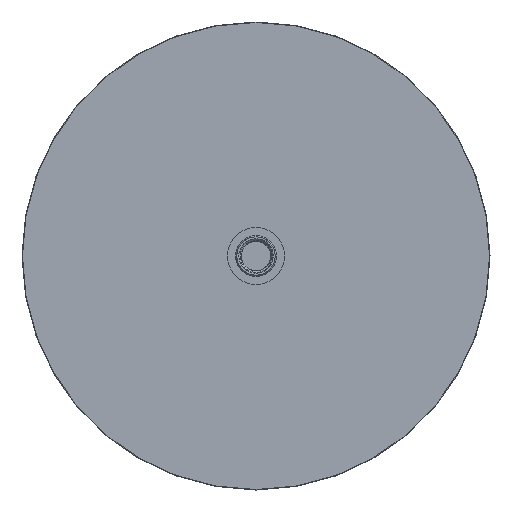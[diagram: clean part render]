
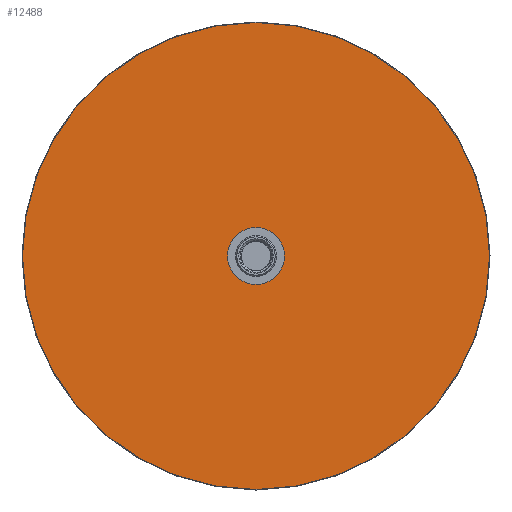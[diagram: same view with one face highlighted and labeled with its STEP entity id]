
A CAD part, front view. The second image highlights one B-rep face of the part: STEP entity #12488.
In plain terms, the highlighted planar face has unit normal (0, -1, 0).
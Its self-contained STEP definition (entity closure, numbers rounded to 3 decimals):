
#1=CARTESIAN_POINT('',(0.,0.,0.));
#2=DIRECTION('',(0.,1.,0.));
#3=DIRECTION('',(0.,0.,-1.));
#4=AXIS2_PLACEMENT_3D('',#1,#2,#3);
#6=CARTESIAN_POINT('',(0.,0.,0.));
#7=DIRECTION('',(0.,1.,0.));
#8=DIRECTION('',(0.,0.,1.));
#9=AXIS2_PLACEMENT_3D('',#6,#7,#8);
#11=CARTESIAN_POINT('',(0.,0.,0.));
#12=DIRECTION('',(0.,-1.,0.));
#13=DIRECTION('',(1.,0.,0.));
#14=AXIS2_PLACEMENT_3D('',#11,#12,#13);
#16=CARTESIAN_POINT('',(0.,0.,0.));
#17=DIRECTION('',(0.,-1.,0.));
#18=DIRECTION('',(-1.,0.,0.));
#19=AXIS2_PLACEMENT_3D('',#16,#17,#18);
#10397=CARTESIAN_POINT('',(0.,0.,-17.5));
#10398=CARTESIAN_POINT('',(0.,0.,17.5));
#10399=VERTEX_POINT('',#10397);
#10400=VERTEX_POINT('',#10398);
#11055=CARTESIAN_POINT('',(149.7,0.,0.));
#11056=CARTESIAN_POINT('',(-149.7,0.,0.));
#11057=VERTEX_POINT('',#11055);
#11058=VERTEX_POINT('',#11056);
#12471=CARTESIAN_POINT('',(0.,0.,0.));
#12472=DIRECTION('',(0.,1.,0.));
#12473=DIRECTION('',(1.,0.,0.));
#12474=AXIS2_PLACEMENT_3D('',#12471,#12472,#12473);
#12475=PLANE('',#12474);
#12477=ORIENTED_EDGE('',*,*,#12476,.F.);
#12479=ORIENTED_EDGE('',*,*,#12478,.F.);
#12480=EDGE_LOOP('',(#12477,#12479));
#12481=FACE_OUTER_BOUND('',#12480,.F.);
#12483=ORIENTED_EDGE('',*,*,#12482,.F.);
#12485=ORIENTED_EDGE('',*,*,#12484,.F.);
#12486=EDGE_LOOP('',(#12483,#12485));
#12487=FACE_BOUND('',#12486,.F.);
#12488=ADVANCED_FACE('',(#12481,#12487),#12475,.F.);
#5=CIRCLE('',#4,17.5);
#10=CIRCLE('',#9,17.5);
#15=CIRCLE('',#14,149.7);
#20=CIRCLE('',#19,149.7);
#12476=EDGE_CURVE('',#11057,#11058,#15,.T.);
#12478=EDGE_CURVE('',#11058,#11057,#20,.T.);
#12482=EDGE_CURVE('',#10399,#10400,#5,.T.);
#12484=EDGE_CURVE('',#10400,#10399,#10,.T.);
